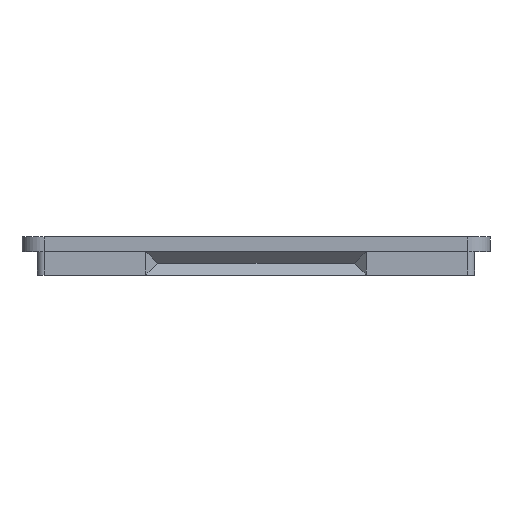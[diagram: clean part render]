
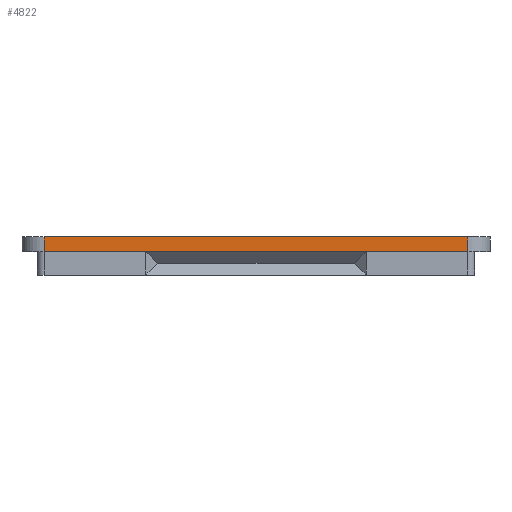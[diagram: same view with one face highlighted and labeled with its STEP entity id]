
A CAD part, left-side view. The second image highlights one B-rep face of the part: STEP entity #4822.
In plain terms, the highlighted planar face has unit normal (-1, 0, 0).
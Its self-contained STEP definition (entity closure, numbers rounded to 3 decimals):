
#646=FACE_OUTER_BOUND('',#917,.T.);
#917=EDGE_LOOP('',(#4393,#4394,#4395,#4396));
#1200=LINE('',#8515,#1668);
#1377=LINE('',#8953,#1845);
#1387=LINE('',#8978,#1855);
#1388=LINE('',#8980,#1856);
#1668=VECTOR('',#5470,10.);
#1845=VECTOR('',#5885,10.);
#1855=VECTOR('',#5913,10.);
#1856=VECTOR('',#5916,10.);
#2171=VERTEX_POINT('',#8513);
#2172=VERTEX_POINT('',#8514);
#2314=VERTEX_POINT('',#8951);
#2320=VERTEX_POINT('',#8976);
#2792=EDGE_CURVE('',#2171,#2172,#1200,.T.);
#3010=EDGE_CURVE('',#2314,#2171,#1377,.T.);
#3023=EDGE_CURVE('',#2320,#2172,#1387,.T.);
#3024=EDGE_CURVE('',#2314,#2320,#1388,.T.);
#4393=ORIENTED_EDGE('',*,*,#3024,.T.);
#4394=ORIENTED_EDGE('',*,*,#3023,.T.);
#4395=ORIENTED_EDGE('',*,*,#2792,.F.);
#4396=ORIENTED_EDGE('',*,*,#3010,.F.);
#4569=PLANE('',#5039);
#4822=ADVANCED_FACE('',(#646),#4569,.T.);
#5039=AXIS2_PLACEMENT_3D('',#8979,#5914,#5915);
#5470=DIRECTION('',(0.,-1.,0.));
#5885=DIRECTION('',(0.,0.,1.));
#5913=DIRECTION('',(0.,0.,1.));
#5914=DIRECTION('center_axis',(-1.,0.,0.));
#5915=DIRECTION('ref_axis',(0.,-1.,0.));
#5916=DIRECTION('',(0.,-1.,0.));
#8513=CARTESIAN_POINT('',(0.,-3.,20.5));
#8514=CARTESIAN_POINT('',(0.,-60.7,20.5));
#8515=CARTESIAN_POINT('',(0.,-3.,20.5));
#8951=CARTESIAN_POINT('',(0.,-3.,18.5));
#8953=CARTESIAN_POINT('',(0.,-3.,18.5));
#8976=CARTESIAN_POINT('',(0.,-60.7,18.5));
#8978=CARTESIAN_POINT('',(0.,-60.7,18.5));
#8979=CARTESIAN_POINT('Origin',(0.,-3.,18.5));
#8980=CARTESIAN_POINT('',(0.,-3.,18.5));
